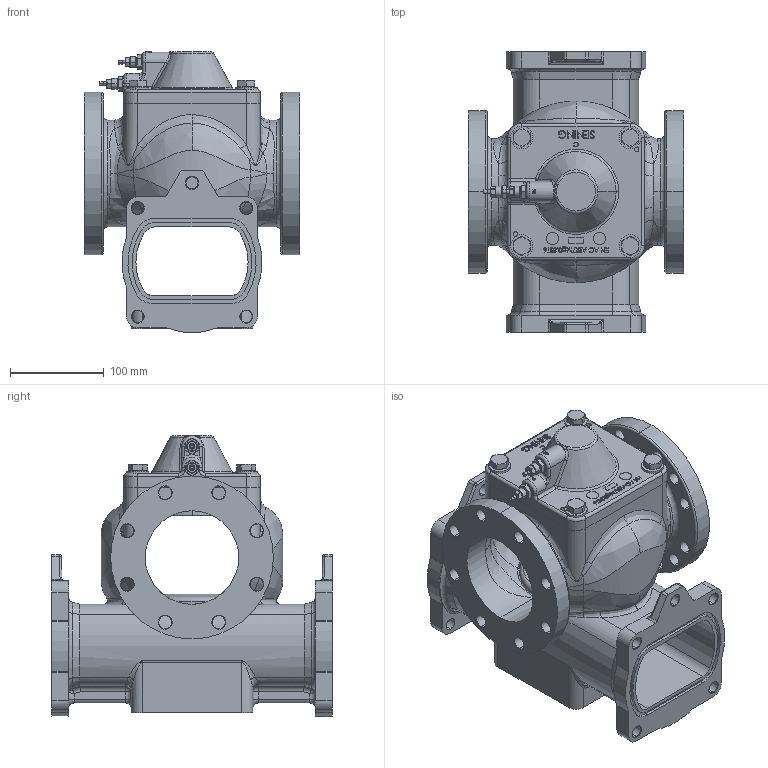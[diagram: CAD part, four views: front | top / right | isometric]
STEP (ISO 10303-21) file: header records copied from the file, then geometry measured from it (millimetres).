
FILE_DESCRIPTION (( 'STEP AP214' ), '1' );
FILE_NAME ('VEK2-4.STEP', '2012-07-24T11:50:56', ( 'Admin2' ), ( '' ), 'SwSTEP 2.0', 'SolidWorks 2010', '' );
FILE_SCHEMA (( 'AUTOMOTIVE_DESIGN' ));
Length unit declared in the file: millimetre
Products named in the file (1): VEK2-4
Bounding box: 230 x 300 x 300.5 mm (x, y, z)
Volume: 3191777 mm3; surface area: 671984.4 mm2
Topology: 15 solids, 15 shells, 1564 faces, 3813 edges, 2295 vertices
Faces by surface type: plane 469, cylinder 423, bspline 302, cone 226, torus 116, sphere 28
Entity records: 106580 total; most frequent: CARTESIAN_POINT 54612, ORIENTED_EDGE 7466, DIRECTION 6737, EDGE_CURVE 3733, AXIS2_PLACEMENT_3D 2573, VERTEX_POINT 2291, EDGE_LOOP 1756, LINE 1591
